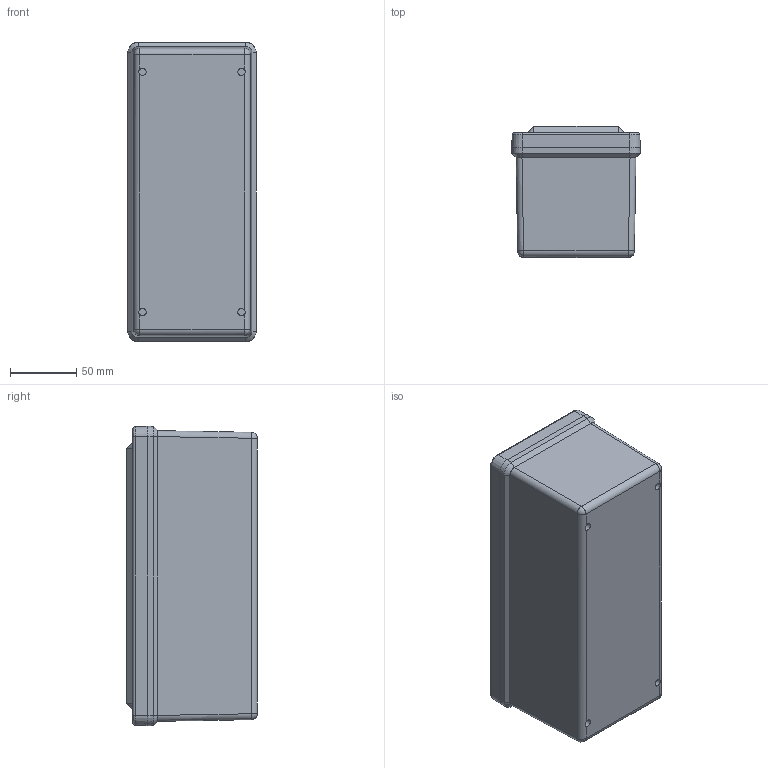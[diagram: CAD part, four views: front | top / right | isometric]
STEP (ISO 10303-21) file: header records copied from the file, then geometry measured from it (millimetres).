
FILE_DESCRIPTION (( 'STEP AP214' ), '1' );
FILE_NAME ('CO3PB.STEP', '2018-11-08T23:03:45', ( '' ), ( '' ), 'SwSTEP 2.0', 'SolidWorks 2018', '' );
FILE_SCHEMA (( 'AUTOMOTIVE_DESIGN' ));
Length unit declared in the file: inch
Products named in the file (1): CO3PB
Bounding box: 96.84 x 98.42 x 225.43 mm (x, y, z)
Volume: 398178.8 mm3; surface area: 214017.9 mm2
Topology: 11 solids, 11 shells, 403 faces, 1016 edges, 644 vertices
Faces by surface type: plane 201, cylinder 106, cone 56, bspline 32, torus 8
Full cylindrical faces by diameter (mm): 4.039 x4, 4.496 x4, 4.826 x4, 5.556 x8, 6.858 x4, 9.423 x4, 9.525 x4
Entity records: 19375 total; most frequent: CARTESIAN_POINT 4720, ORIENTED_EDGE 1920, DIRECTION 1848, EDGE_CURVE 960, AXIS2_PLACEMENT_3D 656, VERTEX_POINT 636, LINE 536, VECTOR 536
